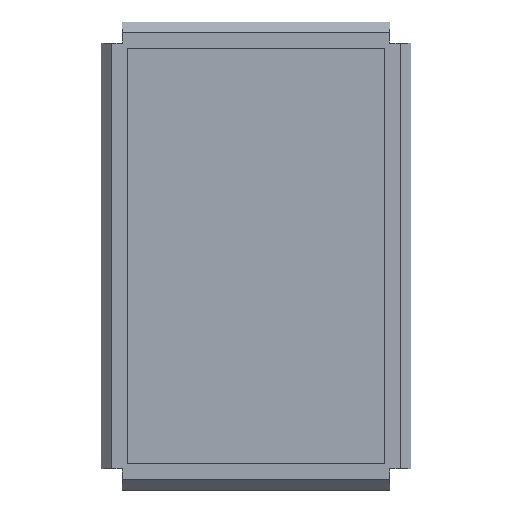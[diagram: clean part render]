
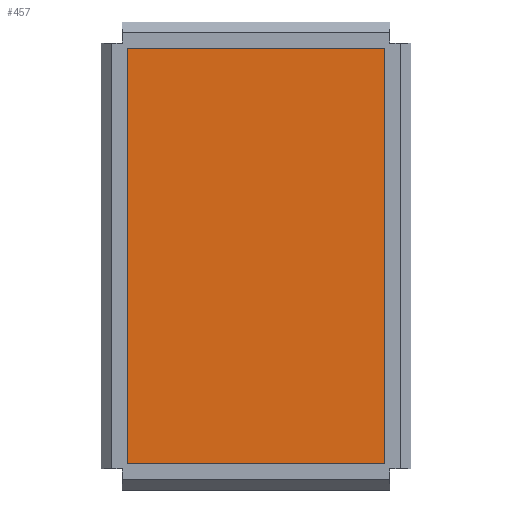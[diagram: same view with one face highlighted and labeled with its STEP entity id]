
A CAD part, top view. The second image highlights one B-rep face of the part: STEP entity #457.
In plain terms, the highlighted planar face has unit normal (0, 0, 1).
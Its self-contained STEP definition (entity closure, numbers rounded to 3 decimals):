
#39=FACE_OUTER_BOUND('',#67,.T.);
#67=EDGE_LOOP('',(#391,#392,#393,#394));
#120=LINE('',#721,#180);
#123=LINE('',#726,#183);
#125=LINE('',#730,#185);
#127=LINE('',#733,#187);
#180=VECTOR('',#593,10.);
#183=VECTOR('',#598,10.);
#185=VECTOR('',#602,10.);
#187=VECTOR('',#606,10.);
#222=VERTEX_POINT('',#719);
#223=VERTEX_POINT('',#720);
#224=VERTEX_POINT('',#725);
#225=VERTEX_POINT('',#729);
#276=EDGE_CURVE('',#222,#223,#120,.T.);
#279=EDGE_CURVE('',#223,#224,#123,.T.);
#281=EDGE_CURVE('',#224,#225,#125,.T.);
#283=EDGE_CURVE('',#225,#222,#127,.T.);
#391=ORIENTED_EDGE('',*,*,#283,.F.);
#392=ORIENTED_EDGE('',*,*,#281,.F.);
#393=ORIENTED_EDGE('',*,*,#279,.F.);
#394=ORIENTED_EDGE('',*,*,#276,.F.);
#430=PLANE('',#498);
#457=ADVANCED_FACE('',(#39),#430,.T.);
#498=AXIS2_PLACEMENT_3D('',#734,#607,#608);
#593=DIRECTION('',(0.,1.,0.));
#598=DIRECTION('',(1.,0.,0.));
#602=DIRECTION('',(0.,-1.,0.));
#606=DIRECTION('',(-1.,0.,0.));
#607=DIRECTION('center_axis',(0.,0.,1.));
#608=DIRECTION('ref_axis',(1.,0.,0.));
#719=CARTESIAN_POINT('',(-121.595,-196.591,5.));
#720=CARTESIAN_POINT('',(-121.595,196.591,5.));
#721=CARTESIAN_POINT('',(-121.595,100.796,5.));
#725=CARTESIAN_POINT('',(121.595,196.591,5.));
#726=CARTESIAN_POINT('',(63.298,196.591,5.));
#729=CARTESIAN_POINT('',(121.595,-196.591,5.));
#730=CARTESIAN_POINT('',(121.595,-100.796,5.));
#733=CARTESIAN_POINT('',(-63.298,-196.591,5.));
#734=CARTESIAN_POINT('Origin',(0.,0.,5.));
